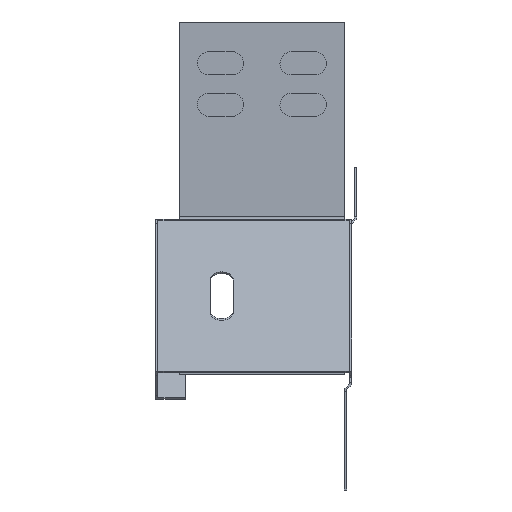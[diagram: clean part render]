
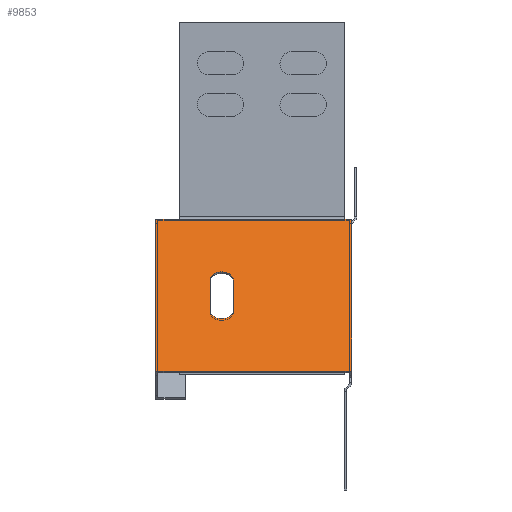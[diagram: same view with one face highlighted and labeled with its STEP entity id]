
A CAD part, left-side view. The second image highlights one B-rep face of the part: STEP entity #9853.
In plain terms, the highlighted planar face has unit normal (-0.707, 0, 0.707).
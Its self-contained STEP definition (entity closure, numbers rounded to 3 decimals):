
#8 = CARTESIAN_POINT ( 'NONE',  ( -317.794, 35.144, -34.476 ) ) ;
#46 = EDGE_CURVE ( 'NONE', #270, #1586, #1109, .T. ) ;
#107 = VERTEX_POINT ( 'NONE', #1902 ) ;
#109 = ORIENTED_EDGE ( 'NONE', *, *, #7282, .T. ) ;
#127 = EDGE_CURVE ( 'NONE', #294, #7298, #985, .T. ) ;
#254 = ORIENTED_EDGE ( 'NONE', *, *, #4250, .T. ) ;
#270 = VERTEX_POINT ( 'NONE', #728 ) ;
#294 = VERTEX_POINT ( 'NONE', #399 ) ;
#399 = CARTESIAN_POINT ( 'NONE',  ( -326.986, 42.144, -43.668 ) ) ;
#517 = CARTESIAN_POINT ( 'NONE',  ( -299.409, 1., -16.091 ) ) ;
#566 = CARTESIAN_POINT ( 'NONE',  ( -326.986, 35.144, -43.668 ) ) ;
#599 = CARTESIAN_POINT ( 'NONE',  ( -299.409, 57., -16.091 ) ) ;
#620 = EDGE_LOOP ( 'NONE', ( #7607, #3157, #9544, #254, #9769 ) ) ;
#728 = CARTESIAN_POINT ( 'NONE',  ( -316.044, 41.119, -32.726 ) ) ;
#778 = EDGE_CURVE ( 'NONE', #1586, #7491, #5143, .T. ) ;
#842 = EDGE_CURVE ( 'NONE', #2976, #4209, #3289, .T. ) ;
#844 = EDGE_CURVE ( 'NONE', #4771, #7460, #1070, .T. ) ;
#899 = CARTESIAN_POINT ( 'NONE',  ( -299.409, 0., -16.091 ) ) ;
#985 = LINE ( 'NONE', #3550, #4999 ) ;
#1070 = LINE ( 'NONE', #6019, #5047 ) ;
#1109 = CIRCLE ( 'NONE', #6162, 3.5 ) ;
#1192 = LINE ( 'NONE', #6189, #1306 ) ;
#1202 = DIRECTION ( 'NONE',  ( 0., -1., 0. ) ) ;
#1261 = LINE ( 'NONE', #599, #6530 ) ;
#1273 = EDGE_CURVE ( 'NONE', #3008, #2152, #5512, .T. ) ;
#1306 = VECTOR ( 'NONE', #4777, 1000. ) ;
#1364 = EDGE_CURVE ( 'NONE', #3695, #7460, #1261, .T. ) ;
#1405 = CARTESIAN_POINT ( 'NONE',  ( -345.371, 1., -62.053 ) ) ;
#1540 = VERTEX_POINT ( 'NONE', #1617 ) ;
#1586 = VERTEX_POINT ( 'NONE', #8 ) ;
#1617 = CARTESIAN_POINT ( 'NONE',  ( -345.371, -0.7, -62.053 ) ) ;
#1634 = EDGE_CURVE ( 'NONE', #5517, #6617, #2918, .T. ) ;
#1680 = EDGE_CURVE ( 'NONE', #2976, #6617, #6338, .T. ) ;
#1902 = CARTESIAN_POINT ( 'NONE',  ( -345.371, 1., -62.053 ) ) ;
#1962 = DIRECTION ( 'NONE',  ( 0., 1., 0. ) ) ;
#1991 = VECTOR ( 'NONE', #6585, 1000. ) ;
#2114 = LINE ( 'NONE', #1405, #1991 ) ;
#2152 = VERTEX_POINT ( 'NONE', #3375 ) ;
#2194 = LINE ( 'NONE', #8205, #9657 ) ;
#2220 = DIRECTION ( 'NONE',  ( 0., -1., 0. ) ) ;
#2295 = EDGE_CURVE ( 'NONE', #3008, #107, #5608, .T. ) ;
#2405 = ORIENTED_EDGE ( 'NONE', *, *, #2295, .T. ) ;
#2579 = VECTOR ( 'NONE', #4507, 1000. ) ;
#2590 = LINE ( 'NONE', #4471, #2579 ) ;
#2647 = VECTOR ( 'NONE', #4883, 1000. ) ;
#2652 = VECTOR ( 'NONE', #1202, 1000. ) ;
#2682 = LINE ( 'NONE', #4813, #2647 ) ;
#2832 = EDGE_CURVE ( 'NONE', #5517, #3695, #1192, .T. ) ;
#2918 = LINE ( 'NONE', #3884, #8667 ) ;
#2919 = CARTESIAN_POINT ( 'NONE',  ( -299.409, -0.7, -16.091 ) ) ;
#2939 = ORIENTED_EDGE ( 'NONE', *, *, #1364, .T. ) ;
#2976 = VERTEX_POINT ( 'NONE', #517 ) ;
#3008 = VERTEX_POINT ( 'NONE', #9755 ) ;
#3013 = ORIENTED_EDGE ( 'NONE', *, *, #842, .F. ) ;
#3121 = EDGE_CURVE ( 'NONE', #8863, #4771, #2194, .T. ) ;
#3157 = ORIENTED_EDGE ( 'NONE', *, *, #5480, .T. ) ;
#3289 = LINE ( 'NONE', #899, #2652 ) ;
#3375 = CARTESIAN_POINT ( 'NONE',  ( -345.371, 51.5, -62.053 ) ) ;
#3550 = CARTESIAN_POINT ( 'NONE',  ( -326.986, 42.144, -43.668 ) ) ;
#3578 = ORIENTED_EDGE ( 'NONE', *, *, #1273, .F. ) ;
#3695 = VERTEX_POINT ( 'NONE', #8697 ) ;
#3707 = CARTESIAN_POINT ( 'NONE',  ( -141.659, 0., 141.659 ) ) ;
#3737 = PLANE ( 'NONE',  #4570 ) ;
#3884 = CARTESIAN_POINT ( 'NONE',  ( -299.409, 51.5, -16.091 ) ) ;
#3949 = CIRCLE ( 'NONE', #8505, 3.5 ) ;
#4187 = DIRECTION ( 'NONE',  ( 0.707, 0., -0.707 ) ) ;
#4209 = VERTEX_POINT ( 'NONE', #2919 ) ;
#4250 = EDGE_CURVE ( 'NONE', #7298, #270, #7210, .T. ) ;
#4304 = CARTESIAN_POINT ( 'NONE',  ( -345.371, 57., -62.053 ) ) ;
#4471 = CARTESIAN_POINT ( 'NONE',  ( -345.371, 0., -62.053 ) ) ;
#4507 = DIRECTION ( 'NONE',  ( 0., -1., 0. ) ) ;
#4568 = DIRECTION ( 'NONE',  ( 0., 1., 0. ) ) ;
#4569 = CARTESIAN_POINT ( 'NONE',  ( -299.409, 51.5, -16.091 ) ) ;
#4570 = AXIS2_PLACEMENT_3D ( 'NONE', #3707, #4187, #9061 ) ;
#4660 = DIRECTION ( 'NONE',  ( 0., -1., 0. ) ) ;
#4674 = CARTESIAN_POINT ( 'NONE',  ( -345.371, 1.5, -62.053 ) ) ;
#4703 = CARTESIAN_POINT ( 'NONE',  ( -326.986, 35.144, -43.668 ) ) ;
#4771 = VERTEX_POINT ( 'NONE', #8268 ) ;
#4777 = DIRECTION ( 'NONE',  ( 0., 1., 0. ) ) ;
#4813 = CARTESIAN_POINT ( 'NONE',  ( -141.659, -0.7, 141.659 ) ) ;
#4883 = DIRECTION ( 'NONE',  ( 0.707, 0., 0.707 ) ) ;
#4999 = VECTOR ( 'NONE', #6964, 1000. ) ;
#5047 = VECTOR ( 'NONE', #5404, 1000. ) ;
#5143 = LINE ( 'NONE', #566, #5672 ) ;
#5382 = CARTESIAN_POINT ( 'NONE',  ( -299.409, 1.5, -16.091 ) ) ;
#5404 = DIRECTION ( 'NONE',  ( 0.707, 0., 0.707 ) ) ;
#5409 = CARTESIAN_POINT ( 'NONE',  ( -317.794, 42.144, -34.476 ) ) ;
#5437 = VECTOR ( 'NONE', #2220, 1000. ) ;
#5480 = EDGE_CURVE ( 'NONE', #7491, #294, #3949, .T. ) ;
#5512 = LINE ( 'NONE', #4674, #5652 ) ;
#5517 = VERTEX_POINT ( 'NONE', #4569 ) ;
#5608 = LINE ( 'NONE', #6472, #5437 ) ;
#5652 = VECTOR ( 'NONE', #1962, 1000. ) ;
#5672 = VECTOR ( 'NONE', #8247, 1000. ) ;
#6019 = CARTESIAN_POINT ( 'NONE',  ( -141.659, 58.7, 141.659 ) ) ;
#6050 = ORIENTED_EDGE ( 'NONE', *, *, #2832, .T. ) ;
#6162 = AXIS2_PLACEMENT_3D ( 'NONE', #7940, #7911, #7929 ) ;
#6189 = CARTESIAN_POINT ( 'NONE',  ( -299.409, 0., -16.091 ) ) ;
#6338 = LINE ( 'NONE', #7185, #6877 ) ;
#6365 = FACE_OUTER_BOUND ( 'NONE', #7248, .T. ) ;
#6472 = CARTESIAN_POINT ( 'NONE',  ( -345.371, 0., -62.053 ) ) ;
#6530 = VECTOR ( 'NONE', #4568, 1000. ) ;
#6584 = FACE_BOUND ( 'NONE', #620, .T. ) ;
#6585 = DIRECTION ( 'NONE',  ( 0., -1., 0. ) ) ;
#6613 = EDGE_CURVE ( 'NONE', #1540, #4209, #2682, .T. ) ;
#6617 = VERTEX_POINT ( 'NONE', #5382 ) ;
#6665 = EDGE_CURVE ( 'NONE', #8863, #2152, #2590, .T. ) ;
#6877 = VECTOR ( 'NONE', #7843, 1000. ) ;
#6964 = DIRECTION ( 'NONE',  ( 0.707, 0., 0.707 ) ) ;
#6999 = CARTESIAN_POINT ( 'NONE',  ( -326.986, 38.644, -43.668 ) ) ;
#7148 = DIRECTION ( 'NONE',  ( 0.707, 0., -0.707 ) ) ;
#7155 = ORIENTED_EDGE ( 'NONE', *, *, #3121, .F. ) ;
#7185 = CARTESIAN_POINT ( 'NONE',  ( -299.409, 0., -16.091 ) ) ;
#7210 = CIRCLE ( 'NONE', #9040, 3.5 ) ;
#7248 = EDGE_LOOP ( 'NONE', ( #2405, #109, #9326, #3013, #8516, #8446, #6050, #2939, #7457, #7155, #9991, #3578 ) ) ;
#7282 = EDGE_CURVE ( 'NONE', #107, #1540, #2114, .T. ) ;
#7298 = VERTEX_POINT ( 'NONE', #5409 ) ;
#7457 = ORIENTED_EDGE ( 'NONE', *, *, #844, .F. ) ;
#7460 = VERTEX_POINT ( 'NONE', #9399 ) ;
#7491 = VERTEX_POINT ( 'NONE', #4703 ) ;
#7607 = ORIENTED_EDGE ( 'NONE', *, *, #778, .T. ) ;
#7843 = DIRECTION ( 'NONE',  ( 0., 1., 0. ) ) ;
#7911 = DIRECTION ( 'NONE',  ( 0.707, 0., -0.707 ) ) ;
#7929 = DIRECTION ( 'NONE',  ( 0.5, 0.707, 0.5 ) ) ;
#7940 = CARTESIAN_POINT ( 'NONE',  ( -317.794, 38.644, -34.476 ) ) ;
#8010 = DIRECTION ( 'NONE',  ( 0., 1., 0. ) ) ;
#8205 = CARTESIAN_POINT ( 'NONE',  ( -345.371, 0., -62.053 ) ) ;
#8247 = DIRECTION ( 'NONE',  ( -0.707, 0., -0.707 ) ) ;
#8268 = CARTESIAN_POINT ( 'NONE',  ( -345.371, 58.7, -62.053 ) ) ;
#8446 = ORIENTED_EDGE ( 'NONE', *, *, #1634, .F. ) ;
#8505 = AXIS2_PLACEMENT_3D ( 'NONE', #6999, #7148, #9165 ) ;
#8516 = ORIENTED_EDGE ( 'NONE', *, *, #1680, .T. ) ;
#8667 = VECTOR ( 'NONE', #4660, 1000. ) ;
#8697 = CARTESIAN_POINT ( 'NONE',  ( -299.409, 57., -16.091 ) ) ;
#8863 = VERTEX_POINT ( 'NONE', #4304 ) ;
#8926 = DIRECTION ( 'NONE',  ( 0.707, 0., -0.707 ) ) ;
#9028 = DIRECTION ( 'NONE',  ( 0.5, 0.707, 0.5 ) ) ;
#9040 = AXIS2_PLACEMENT_3D ( 'NONE', #9072, #8926, #9028 ) ;
#9061 = DIRECTION ( 'NONE',  ( -0.707, 0., -0.707 ) ) ;
#9072 = CARTESIAN_POINT ( 'NONE',  ( -317.794, 38.644, -34.476 ) ) ;
#9165 = DIRECTION ( 'NONE',  ( 0.5, 0.707, 0.5 ) ) ;
#9326 = ORIENTED_EDGE ( 'NONE', *, *, #6613, .T. ) ;
#9399 = CARTESIAN_POINT ( 'NONE',  ( -299.409, 58.7, -16.091 ) ) ;
#9544 = ORIENTED_EDGE ( 'NONE', *, *, #127, .T. ) ;
#9657 = VECTOR ( 'NONE', #8010, 1000. ) ;
#9755 = CARTESIAN_POINT ( 'NONE',  ( -345.371, 1.5, -62.053 ) ) ;
#9769 = ORIENTED_EDGE ( 'NONE', *, *, #46, .T. ) ;
#9853 = ADVANCED_FACE ( 'NONE', ( #6584, #6365 ), #3737, .F. ) ;
#9991 = ORIENTED_EDGE ( 'NONE', *, *, #6665, .T. ) ;
